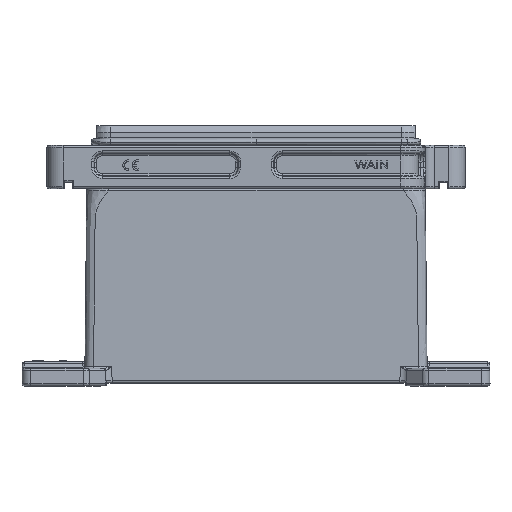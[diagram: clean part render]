
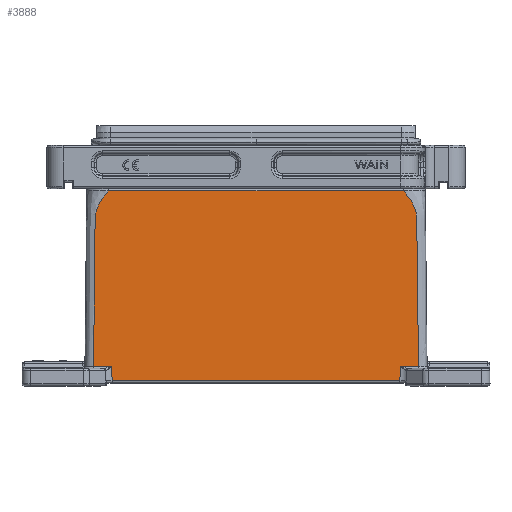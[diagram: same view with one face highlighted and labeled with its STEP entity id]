
A CAD part, top view. The second image highlights one B-rep face of the part: STEP entity #3888.
In plain terms, the highlighted planar face has unit normal (0, 0.011, 1).
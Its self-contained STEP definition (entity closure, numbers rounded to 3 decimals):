
#1776=B_SPLINE_CURVE_WITH_KNOTS('',3,(#44912,#44913,#44914,#44915,#44916,
#44917,#44918,#44919,#44920,#44921,#44922,#44923),.UNSPECIFIED.,.F.,.F.,
(4,2,2,2,2,4),(0.,0.125,0.188,0.25,
0.5,1.),.UNSPECIFIED.);
#1800=B_SPLINE_CURVE_WITH_KNOTS('',3,(#45486,#45487,#45488,#45489,#45490,
#45491,#45492,#45493,#45494,#45495,#45496,#45497,#45498,#45499,#45500,#45501,
#45502,#45503,#45504,#45505,#45506,#45507,#45508,#45509,#45510,#45511,#45512,
#45513,#45514,#45515,#45516,#45517,#45518,#45519,#45520,#45521,#45522,#45523,
#45524,#45525,#45526,#45527,#45528,#45529,#45530,#45531,#45532,#45533,#45534,
#45535,#45536),.UNSPECIFIED.,.F.,.F.,(4,2,1,1,1,1,1,1,2,2,2,2,1,1,1,2,2,
2,2,2,2,2,2,2,2,2,2,2,2,4),(0.,0.25,0.375,0.438,
0.469,0.484,0.492,0.496,
0.498,0.5,0.625,0.688,0.719,
0.734,0.742,0.746,0.75,
0.813,0.828,0.836,0.844,
0.859,0.867,0.871,0.875,
0.906,0.922,0.93,0.938,1.),
 .UNSPECIFIED.);
#1828=B_SPLINE_CURVE_WITH_KNOTS('',3,(#45965,#45966,#45967,#45968,#45969,
#45970,#45971),.UNSPECIFIED.,.F.,.F.,(4,3,4),(0.,0.01,1.),
 .UNSPECIFIED.);
#1830=B_SPLINE_CURVE_WITH_KNOTS('',3,(#45977,#45978,#45979,#45980),
 .UNSPECIFIED.,.F.,.F.,(4,4),(0.,1.),.UNSPECIFIED.);
#1831=B_SPLINE_CURVE_WITH_KNOTS('',3,(#45983,#45984,#45985,#45986),
 .UNSPECIFIED.,.F.,.F.,(4,4),(0.,1.),.UNSPECIFIED.);
#2853=PLANE('',#23233);
#3888=ADVANCED_FACE('NONE',(#5313),#2853,.T.);
#5313=FACE_OUTER_BOUND('',#6672,.T.);
#6672=EDGE_LOOP('',(#12210,#12211,#12212,#12213,#12214,#12215,#12216,#12217));
#12210=ORIENTED_EDGE('',*,*,#18847,.T.);
#12211=ORIENTED_EDGE('',*,*,#18672,.F.);
#12212=ORIENTED_EDGE('',*,*,#18845,.T.);
#12213=ORIENTED_EDGE('',*,*,#18848,.T.);
#12214=ORIENTED_EDGE('',*,*,#18719,.F.);
#12215=ORIENTED_EDGE('',*,*,#18785,.F.);
#12216=ORIENTED_EDGE('',*,*,#18805,.F.);
#12217=ORIENTED_EDGE('',*,*,#18849,.T.);
#15773=VERTEX_POINT('',#44702);
#15774=VERTEX_POINT('',#44709);
#15799=VERTEX_POINT('',#44924);
#15800=VERTEX_POINT('',#44925);
#15830=VERTEX_POINT('',#45290);
#15841=VERTEX_POINT('',#45485);
#15863=VERTEX_POINT('',#45964);
#15864=VERTEX_POINT('',#45981);
#18672=EDGE_CURVE('NONE',#15773,#15774,#20436,.T.);
#18719=EDGE_CURVE('NONE',#15799,#15800,#1776,.T.);
#18785=EDGE_CURVE('NONE',#15830,#15799,#20466,.T.);
#18805=EDGE_CURVE('NONE',#15841,#15830,#1800,.T.);
#18845=EDGE_CURVE('NONE',#15773,#15863,#1828,.T.);
#18847=EDGE_CURVE('NONE',#15864,#15774,#1830,.T.);
#18848=EDGE_CURVE('NONE',#15863,#15800,#20486,.T.);
#18849=EDGE_CURVE('NONE',#15841,#15864,#1831,.T.);
#20436=LINE('',#44708,#21711);
#20466=LINE('',#45291,#21741);
#20486=LINE('',#45982,#21761);
#21711=VECTOR('',#26869,1.);
#21741=VECTOR('',#27063,1.);
#21761=VECTOR('',#27131,1.);
#23233=AXIS2_PLACEMENT_3D('',#45987,#27132,#27133);
#26869=DIRECTION('',(-1.,0.,0.));
#27063=DIRECTION('',(1.,0.,0.));
#27131=DIRECTION('',(1.,0.,0.));
#27132=DIRECTION('',(0.,0.01,1.));
#27133=DIRECTION('',(0.,-1.,0.01));
#44702=CARTESIAN_POINT('',(174.411,2.311,-10.053));
#44708=CARTESIAN_POINT('',(38.439,2.311,-10.054));
#44709=CARTESIAN_POINT('',(41.554,2.311,-10.053));
#44912=CARTESIAN_POINT('',(175.942,90.011,-10.972));
#44913=CARTESIAN_POINT('',(178.167,87.668,-10.948));
#44914=CARTESIAN_POINT('',(180.187,84.959,-10.919));
#44915=CARTESIAN_POINT('',(181.906,80.139,-10.869));
#44916=CARTESIAN_POINT('',(182.21,78.41,-10.851));
#44917=CARTESIAN_POINT('',(182.259,74.939,-10.814));
#44918=CARTESIAN_POINT('',(182.269,73.203,-10.796));
#44919=CARTESIAN_POINT('',(182.361,64.526,-10.705));
#44920=CARTESIAN_POINT('',(182.432,57.584,-10.633));
#44921=CARTESIAN_POINT('',(182.651,36.758,-10.415));
#44922=CARTESIAN_POINT('',(182.796,22.874,-10.269));
#44923=CARTESIAN_POINT('',(182.942,8.99,-10.124));
#44924=CARTESIAN_POINT('',(175.942,90.011,-10.972));
#44925=CARTESIAN_POINT('',(182.942,8.99,-10.124));
#45290=CARTESIAN_POINT('',(40.023,90.011,-10.972));
#45291=CARTESIAN_POINT('',(32.63,90.011,-10.972));
#45485=CARTESIAN_POINT('',(33.024,8.99,-10.124));
#45486=CARTESIAN_POINT('',(33.024,8.99,-10.124));
#45487=CARTESIAN_POINT('',(33.105,16.737,-10.205));
#45488=CARTESIAN_POINT('',(33.181,23.997,-10.281));
#45489=CARTESIAN_POINT('',(33.287,34.156,-10.387));
#45490=CARTESIAN_POINT('',(33.338,39.053,-10.439));
#45491=CARTESIAN_POINT('',(33.395,44.446,-10.495));
#45492=CARTESIAN_POINT('',(33.422,47.062,-10.523));
#45493=CARTESIAN_POINT('',(33.436,48.35,-10.536));
#45494=CARTESIAN_POINT('',(33.442,48.99,-10.543));
#45495=CARTESIAN_POINT('',(33.446,49.308,-10.546));
#45496=CARTESIAN_POINT('',(33.447,49.444,-10.548));
#45497=CARTESIAN_POINT('',(33.448,49.535,-10.548));
#45498=CARTESIAN_POINT('',(33.448,49.526,-10.548));
#45499=CARTESIAN_POINT('',(33.516,55.982,-10.616));
#45500=CARTESIAN_POINT('',(33.567,60.854,-10.667));
#45501=CARTESIAN_POINT('',(33.62,65.934,-10.72));
#45502=CARTESIAN_POINT('',(33.634,67.255,-10.734));
#45503=CARTESIAN_POINT('',(33.649,68.681,-10.749));
#45504=CARTESIAN_POINT('',(33.655,69.255,-10.755));
#45505=CARTESIAN_POINT('',(33.659,69.68,-10.759));
#45506=CARTESIAN_POINT('',(33.661,69.832,-10.761));
#45507=CARTESIAN_POINT('',(33.661,69.884,-10.762));
#45508=CARTESIAN_POINT('',(33.662,69.916,-10.762));
#45509=CARTESIAN_POINT('',(33.661,69.891,-10.762));
#45510=CARTESIAN_POINT('',(33.671,70.778,-10.771));
#45511=CARTESIAN_POINT('',(33.691,72.448,-10.788));
#45512=CARTESIAN_POINT('',(33.721,75.666,-10.822));
#45513=CARTESIAN_POINT('',(33.729,76.223,-10.828));
#45514=CARTESIAN_POINT('',(33.747,76.93,-10.835));
#45515=CARTESIAN_POINT('',(33.754,77.144,-10.838));
#45516=CARTESIAN_POINT('',(33.772,77.528,-10.842));
#45517=CARTESIAN_POINT('',(33.78,77.667,-10.843));
#45518=CARTESIAN_POINT('',(33.817,78.207,-10.849));
#45519=CARTESIAN_POINT('',(33.857,78.575,-10.853));
#45520=CARTESIAN_POINT('',(33.942,79.136,-10.859));
#45521=CARTESIAN_POINT('',(33.975,79.324,-10.861));
#45522=CARTESIAN_POINT('',(34.031,79.609,-10.864));
#45523=CARTESIAN_POINT('',(34.051,79.704,-10.865));
#45524=CARTESIAN_POINT('',(34.092,79.895,-10.868));
#45525=CARTESIAN_POINT('',(34.125,80.035,-10.869));
#45526=CARTESIAN_POINT('',(34.238,80.504,-10.875));
#45527=CARTESIAN_POINT('',(34.418,81.155,-10.882));
#45528=CARTESIAN_POINT('',(34.899,82.432,-10.897));
#45529=CARTESIAN_POINT('',(35.095,82.907,-10.903));
#45530=CARTESIAN_POINT('',(35.459,83.681,-10.913));
#45531=CARTESIAN_POINT('',(35.592,83.95,-10.916));
#45532=CARTESIAN_POINT('',(35.885,84.504,-10.923));
#45533=CARTESIAN_POINT('',(36.067,84.829,-10.927));
#45534=CARTESIAN_POINT('',(37.432,87.122,-10.953));
#45535=CARTESIAN_POINT('',(38.79,88.704,-10.965));
#45536=CARTESIAN_POINT('',(40.022,90.011,-10.972));
#45964=CARTESIAN_POINT('',(174.507,8.989,-10.124));
#45965=CARTESIAN_POINT('',(174.41,2.244,-10.053));
#45966=CARTESIAN_POINT('',(174.411,2.266,-10.053));
#45967=CARTESIAN_POINT('',(174.411,2.288,-10.054));
#45968=CARTESIAN_POINT('',(174.411,2.311,-10.054));
#45969=CARTESIAN_POINT('',(174.443,4.537,-10.077));
#45970=CARTESIAN_POINT('',(174.475,6.763,-10.1));
#45971=CARTESIAN_POINT('',(174.507,8.989,-10.124));
#45977=CARTESIAN_POINT('',(41.459,8.99,-10.124));
#45978=CARTESIAN_POINT('',(41.49,6.763,-10.1));
#45979=CARTESIAN_POINT('',(41.522,4.537,-10.077));
#45980=CARTESIAN_POINT('',(41.554,2.311,-10.054));
#45981=CARTESIAN_POINT('',(41.459,8.99,-10.124));
#45982=CARTESIAN_POINT('',(25.911,8.99,-10.124));
#45983=CARTESIAN_POINT('',(33.024,8.99,-10.124));
#45984=CARTESIAN_POINT('',(35.835,8.99,-10.124));
#45985=CARTESIAN_POINT('',(38.647,8.99,-10.124));
#45986=CARTESIAN_POINT('',(41.459,8.99,-10.124));
#45987=CARTESIAN_POINT('',(25.911,91.,-10.983));
